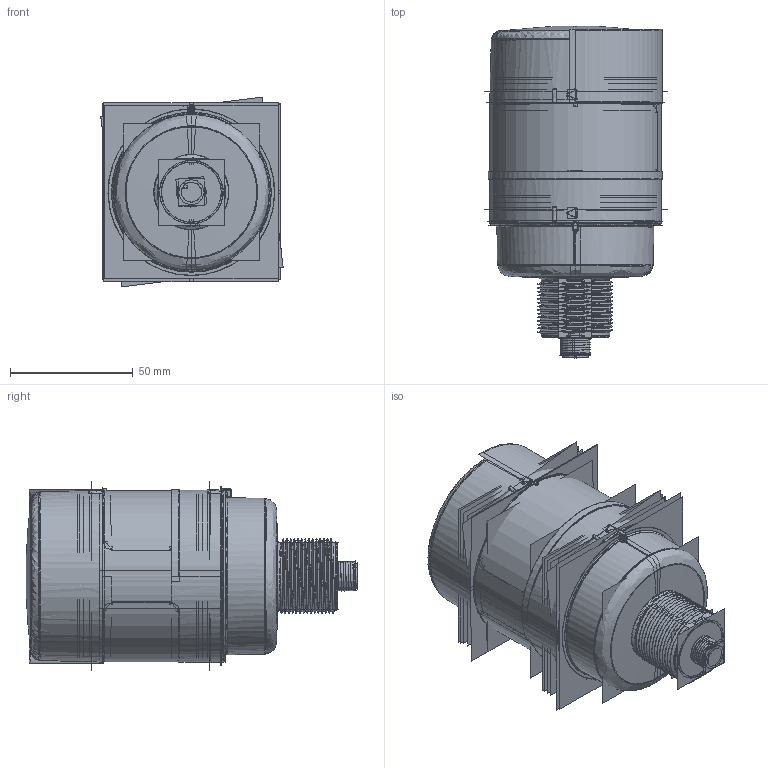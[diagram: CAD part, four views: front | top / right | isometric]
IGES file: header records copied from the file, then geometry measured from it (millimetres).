
Start section:  PTC IGES file: 199804.igs
Global section: file name: 199804.igs; native system: Creo Parametric by PTC Inc.; preprocessor: 2016260; author: pdmadmin; organization: Unknown; date: 20170314.072429; units: millimetre
Bounding box: 74.34 x 135.28 x 77.36 mm (x, y, z)
Volume: 122361.1 mm3; surface area: 681279.5 mm2
Topology: 5 solids, 7 shells, 2300 faces, 11448 edges, 14405 vertices
Faces by surface type: revolution 1264, bspline 1036
